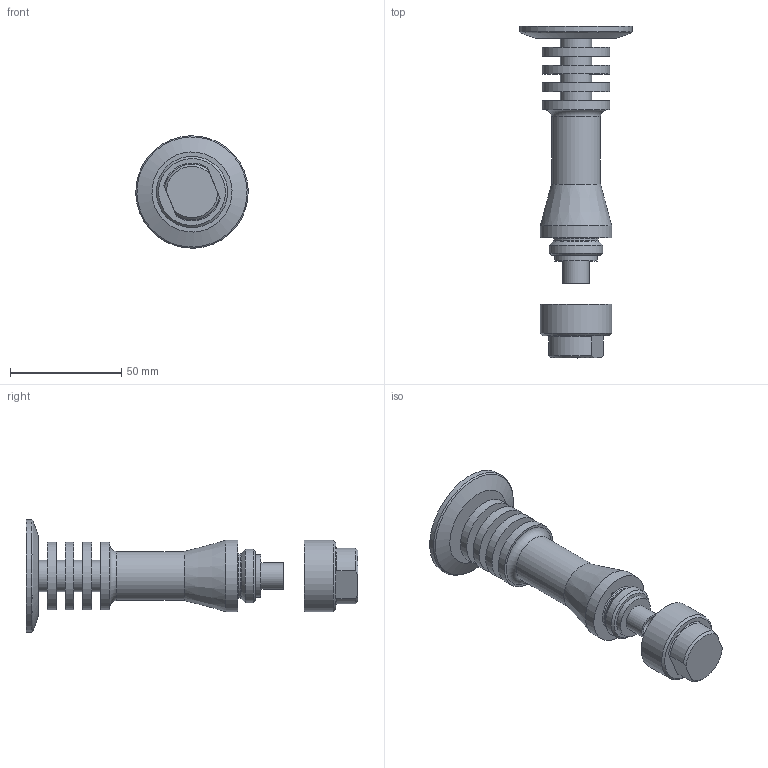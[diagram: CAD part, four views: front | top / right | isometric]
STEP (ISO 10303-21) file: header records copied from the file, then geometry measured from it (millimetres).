
FILE_DESCRIPTION( ( 'Unknown' ), '1' );
FILE_NAME( 'PBMH_xxxxxxxx2481xxxxxx.stp', 'Unknown', ( 'Unknown' ), ( 'Unknown' ), 'PSStep 14.0', 'Unknown', ' ' );
FILE_SCHEMA( ( 'AUTOMOTIVE_DESIGN { 1 0 10303 214 1 1 1 1 }' ) );
Length unit declared in the file: millimetre
Products named in the file (2): 11082166
Bounding box: 50.45 x 148.9 x 50.45 mm (x, y, z)
Volume: 65601.9 mm3; surface area: 22878.9 mm2
Topology: 2 solids, 2 shells, 63 faces, 115 edges, 75 vertices
Faces by surface type: plane 25, cylinder 24, cone 8, torus 6
Full cylindrical faces by diameter (mm): 0.8 x1, 10 x1, 12 x1, 14 x4, 15 x1, 19 x1, 20 x1, 21.546 x2, 22 x1, 24 x1, 26 x1, 30.5 x4, 32 x2, 50.5 x1
Entity records: 1906 total; most frequent: DIRECTION 258, CARTESIAN_POINT 255, ORIENTED_EDGE 152, AXIS2_PLACEMENT_3D 125, EDGE_LOOP 114, FACE_OUTER_BOUND 89, EDGE_CURVE 76, VERTEX_POINT 68
